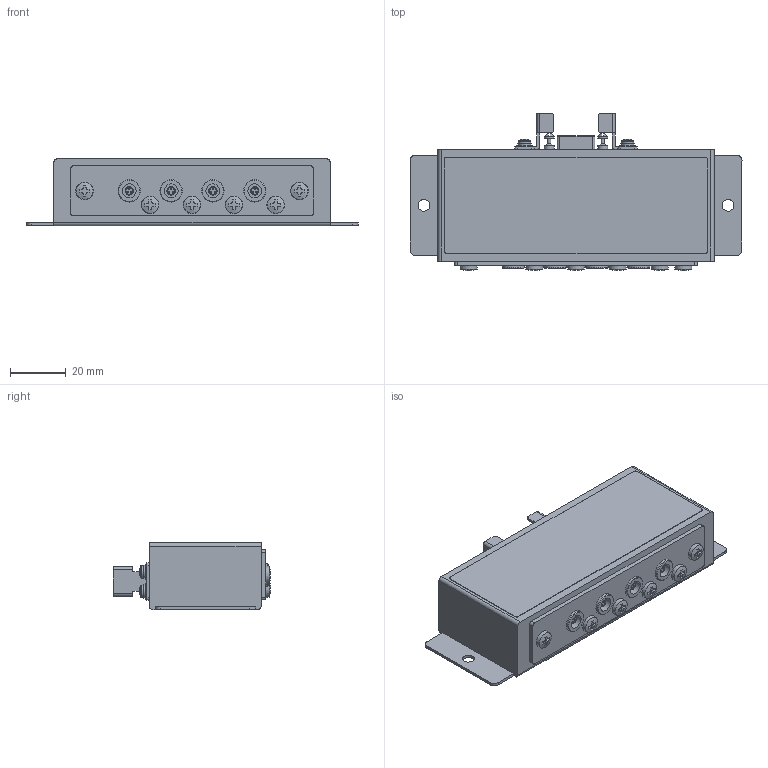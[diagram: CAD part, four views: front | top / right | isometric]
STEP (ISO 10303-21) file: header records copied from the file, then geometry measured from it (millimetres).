
FILE_DESCRIPTION( ( 'STEP AP214' ), '1' );
FILE_NAME( 'UJP04.step', '2018-08-09T04:12:00', ( ' ' ), ( ' ' ), 'XStep 1.0', ' ', ' ' );
FILE_SCHEMA( ( 'automotive_design' ) );
Length unit declared in the file: millimetre
Products named in the file (1): 1
Bounding box: 119 x 56.44 x 24.2 mm (x, y, z)
Volume: 99809.3 mm3; surface area: 18774.3 mm2
Topology: 1 solids, 1 shells, 496 faces, 1322 edges, 880 vertices
Faces by surface type: plane 314, cylinder 142, cone 18, torus 8, revolution 6, sphere 4, extrusion 4
Full cylindrical faces by diameter (mm): 0.6 x12, 1.2 x2, 2.375 x4, 3 x4, 3.5 x4, 4.2 x2, 4.5 x4, 5.5 x4, 8 x4
Entity records: 19010 total; most frequent: CARTESIAN_POINT 3179, ORIENTED_EDGE 2420, DIRECTION 2378, EDGE_CURVE 1210, VERTEX_POINT 836, AXIS2_PLACEMENT_3D 823, VECTOR 726, LINE 722
